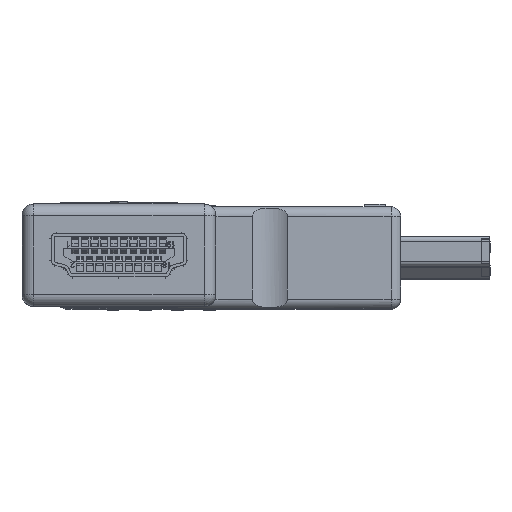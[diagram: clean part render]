
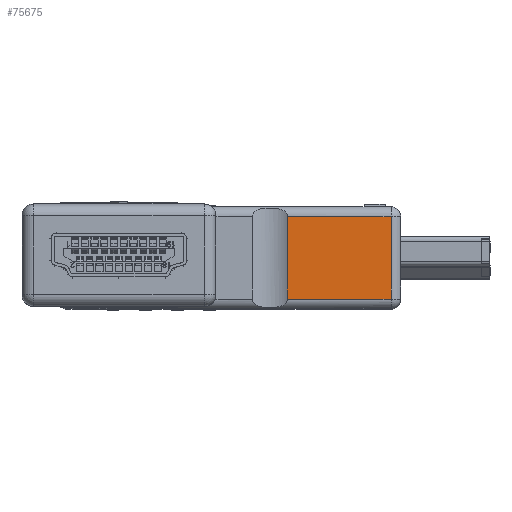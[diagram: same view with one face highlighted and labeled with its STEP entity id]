
A CAD part, top view. The second image highlights one B-rep face of the part: STEP entity #75675.
In plain terms, the highlighted face is planar.
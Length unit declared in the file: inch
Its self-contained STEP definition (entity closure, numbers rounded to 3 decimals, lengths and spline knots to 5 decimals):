
#1191 = EDGE_CURVE ( 'NONE', #120761, #120760, #16917, .T. ) ;
#1192 = EDGE_CURVE ( 'NONE', #120760, #120766, #16913, .T. ) ;
#1193 = EDGE_CURVE ( 'NONE', #120766, #120767, #16921, .T. ) ;
#1194 = EDGE_CURVE ( 'NONE', #120761, #120767, #16923, .T. ) ;
#13888 = CARTESIAN_POINT ( 'NONE',  ( -0.39173, 0.655, -0.16669 ) ) ;
#13900 = CARTESIAN_POINT ( 'NONE',  ( -0.39173, 0.46566, 0.16669 ) ) ;
#13904 = DIRECTION ( 'NONE',  ( 0., 1., 0. ) ) ;
#13905 = DIRECTION ( 'NONE',  ( 0., 0., -1. ) ) ;
#13908 = CARTESIAN_POINT ( 'NONE',  ( -0.39173, 0.46566, -0.16669 ) ) ;
#13911 = DIRECTION ( 'NONE',  ( 0., -1., 0. ) ) ;
#13912 = CARTESIAN_POINT ( 'NONE',  ( -0.39173, 0.23633, 0.20669 ) ) ;
#13916 = DIRECTION ( 'NONE',  ( 0., 0., -1. ) ) ;
#16913 = LINE ( 'NONE', #13888, #16922 ) ;
#16917 = LINE ( 'NONE', #13900, #16920 ) ;
#16920 = VECTOR ( 'NONE', #13904, 39.37008 ) ;
#16921 = LINE ( 'NONE', #13908, #16924 ) ;
#16922 = VECTOR ( 'NONE', #13905, 39.37008 ) ;
#16923 = LINE ( 'NONE', #13912, #16926 ) ;
#16924 = VECTOR ( 'NONE', #13911, 39.37008 ) ;
#16926 = VECTOR ( 'NONE', #13916, 39.37008 ) ;
#29315 = CARTESIAN_POINT ( 'NONE',  ( -0.39173, 0.655, 0.16669 ) ) ;
#29316 = CARTESIAN_POINT ( 'NONE',  ( -0.39173, 0.23633, 0.16669 ) ) ;
#29321 = CARTESIAN_POINT ( 'NONE',  ( -0.39173, 0.655, -0.16669 ) ) ;
#29322 = CARTESIAN_POINT ( 'NONE',  ( -0.39173, 0.23633, -0.16669 ) ) ;
#44116 = AXIS2_PLACEMENT_3D ( 'NONE', #82975, #82983, #82985 ) ;
#46073 = EDGE_LOOP ( 'NONE', ( #115670, #115671, #115672, #115673 ) ) ;
#75675 = ADVANCED_FACE ( 'NONE', ( #85329 ), #82980, .F. ) ;
#82975 = CARTESIAN_POINT ( 'NONE',  ( -0.39173, 0.695, -0.20669 ) ) ;
#82980 = PLANE ( 'NONE',  #44116 ) ;
#82983 = DIRECTION ( 'NONE',  ( 1., 0., 0. ) ) ;
#82985 = DIRECTION ( 'NONE',  ( 0., 0., -1. ) ) ;
#85329 = FACE_OUTER_BOUND ( 'NONE', #46073, .T. ) ;
#115670 = ORIENTED_EDGE ( 'NONE', *, *, #1191, .T. ) ;
#115671 = ORIENTED_EDGE ( 'NONE', *, *, #1192, .T. ) ;
#115672 = ORIENTED_EDGE ( 'NONE', *, *, #1193, .T. ) ;
#115673 = ORIENTED_EDGE ( 'NONE', *, *, #1194, .F. ) ;
#120760 = VERTEX_POINT ( 'NONE', #29315 ) ;
#120761 = VERTEX_POINT ( 'NONE', #29316 ) ;
#120766 = VERTEX_POINT ( 'NONE', #29321 ) ;
#120767 = VERTEX_POINT ( 'NONE', #29322 ) ;
